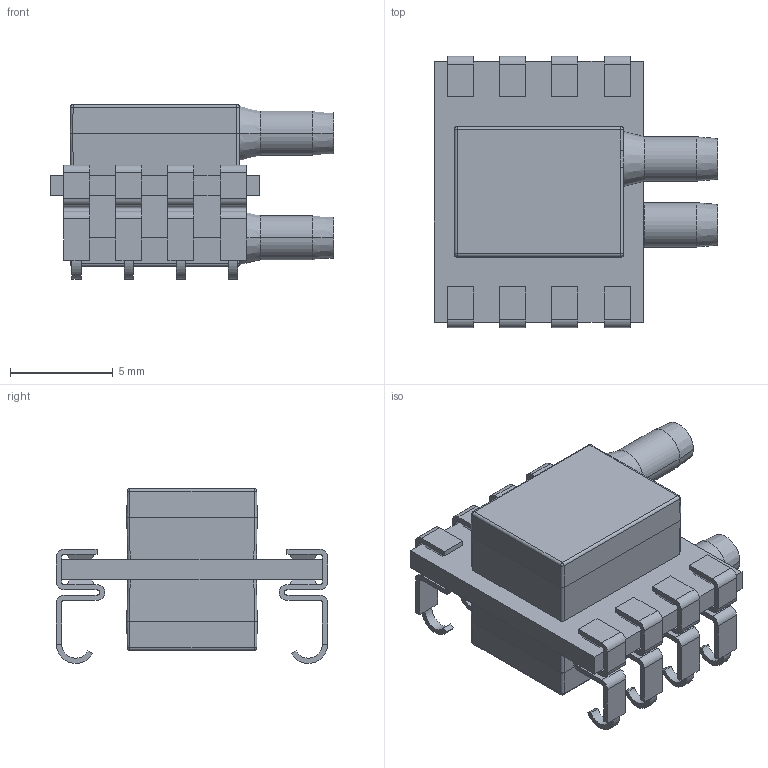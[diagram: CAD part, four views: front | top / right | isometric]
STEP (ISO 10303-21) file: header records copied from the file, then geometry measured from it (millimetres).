
FILE_DESCRIPTION((''),'2;1');
FILE_NAME('LP-SERIES','2018-10-09T14:40:35',('RICKB'),('Bourns, Inc.'),'CREO PARAMETRIC BY PTC INC, 2018050','CREO PARAMETRIC BY PTC INC, 2018050','');
FILE_SCHEMA(('AUTOMOTIVE_DESIGN { 1 0 10303 214 1 1 1 1 }'));
Length unit declared in the file: inch
Products named in the file (1): LP-SERIES
Bounding box: 13.78 x 13.21 x 8.51 mm (x, y, z)
Volume: 351.2 mm3; surface area: 1088.4 mm2
Topology: 1 solids, 1 shells, 438 faces, 1178 edges, 716 vertices
Faces by surface type: plane 280, cylinder 132, sphere 16, cone 8, bspline 2
Entity records: 13820 total; most frequent: CARTESIAN_POINT 2760, ORIENTED_EDGE 2324, DIRECTION 2244, EDGE_CURVE 1162, VECTOR 844, LINE 844, VERTEX_POINT 716, AXIS2_PLACEMENT_3D 700
